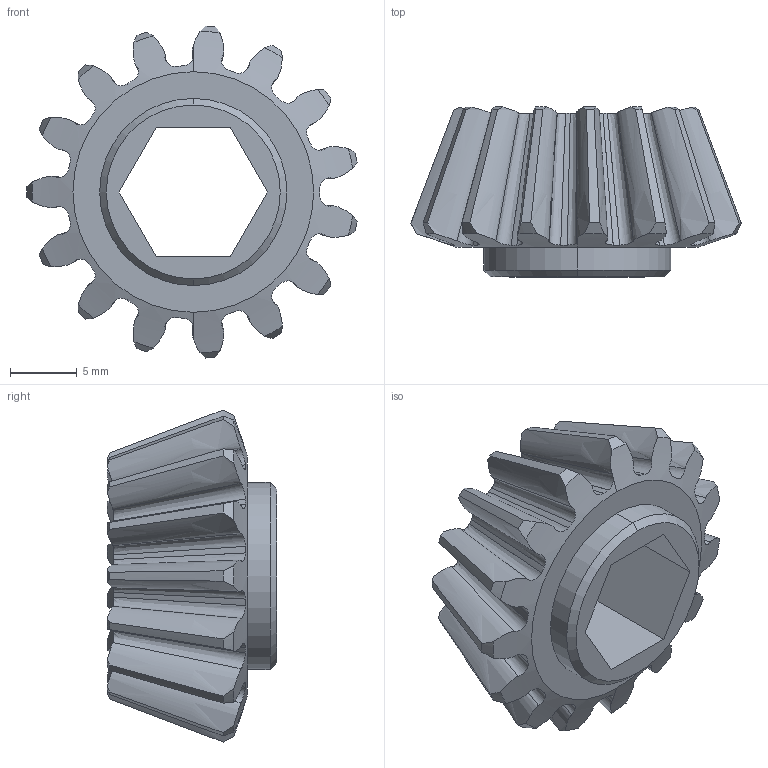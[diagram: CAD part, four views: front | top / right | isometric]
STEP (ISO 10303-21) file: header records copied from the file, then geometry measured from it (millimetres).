
FILE_DESCRIPTION (( 'STEP AP203' ), '1' );
FILE_NAME ('WCP-0276.STEP', '2021-04-06T00:04:35', ( '' ), ( '' ), 'SwSTEP 2.0', 'SolidWorks 2020', '' );
FILE_SCHEMA (( 'CONFIG_CONTROL_DESIGN' ));
Length unit declared in the file: inch
Products named in the file (1): WCP-0276
Bounding box: 24.69 x 12.69 x 24.83 mm (x, y, z)
Volume: 2207.2 mm3; surface area: 2103.8 mm2
Topology: 1 solids, 1 shells, 181 faces, 532 edges, 354 vertices
Faces by surface type: bspline 75, cone 65, plane 39, cylinder 2
Entity records: 10075 total; most frequent: CARTESIAN_POINT 5799, ORIENTED_EDGE 1064, DIRECTION 586, EDGE_CURVE 532, VERTEX_POINT 354, B_SPLINE_CURVE_WITH_KNOTS 244, LINE 204, VECTOR 204
